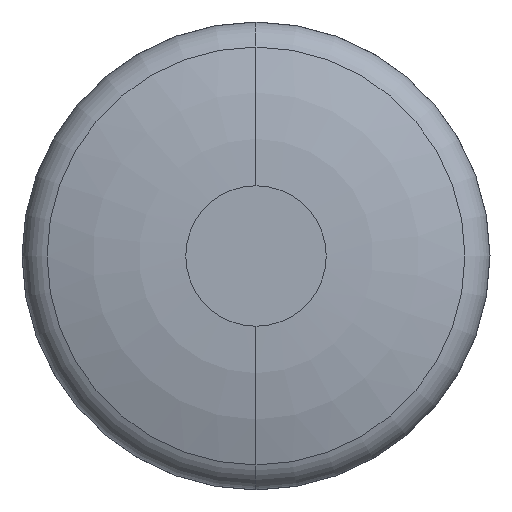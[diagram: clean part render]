
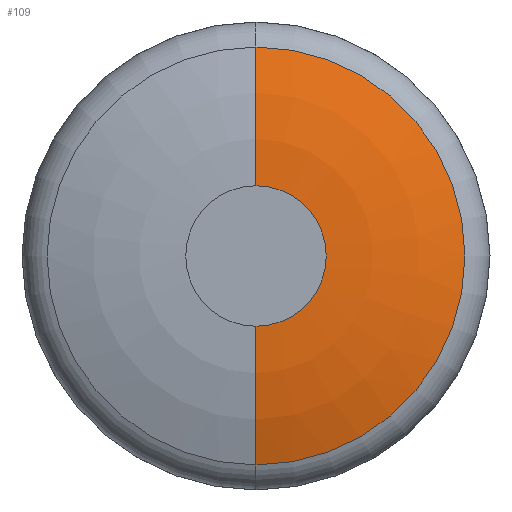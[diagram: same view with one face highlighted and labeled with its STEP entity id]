
A CAD part, front view. The second image highlights one B-rep face of the part: STEP entity #109.
In plain terms, the highlighted toroidal (fillet/blend) face has major radius 1.905 mm and minor radius 11.43 mm.
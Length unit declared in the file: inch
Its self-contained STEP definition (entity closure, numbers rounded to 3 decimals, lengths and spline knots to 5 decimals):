
#23 = VERTEX_POINT ( 'NONE', #227 ) ;
#24 = DIRECTION ( 'NONE',  ( -1., 0., 0. ) ) ;
#25 = CIRCLE ( 'NONE', #392, 0.45 ) ;
#46 = AXIS2_PLACEMENT_3D ( 'NONE', #541, #90, #366 ) ;
#64 = DIRECTION ( 'NONE',  ( 0., -1., 0. ) ) ;
#68 = DIRECTION ( 'NONE',  ( 0., 0., -1. ) ) ;
#76 = EDGE_LOOP ( 'NONE', ( #281, #298, #112, #116 ) ) ;
#90 = DIRECTION ( 'NONE',  ( 0., -1., 0. ) ) ;
#109 = ADVANCED_FACE ( 'NONE', ( #280 ), #144, .T. ) ;
#112 = ORIENTED_EDGE ( 'NONE', *, *, #540, .F. ) ;
#116 = ORIENTED_EDGE ( 'NONE', *, *, #210, .F. ) ;
#118 = EDGE_CURVE ( 'NONE', #211, #357, #576, .T. ) ;
#144 = TOROIDAL_SURFACE ( 'NONE', #162, 0.075, 0.45 ) ;
#162 = AXIS2_PLACEMENT_3D ( 'NONE', #202, #64, #68 ) ;
#180 = AXIS2_PLACEMENT_3D ( 'NONE', #283, #445, #456 ) ;
#202 = CARTESIAN_POINT ( 'NONE',  ( 0., 0.45, 0. ) ) ;
#204 = CARTESIAN_POINT ( 'NONE',  ( 0., 0.02509, -0.22317 ) ) ;
#210 = EDGE_CURVE ( 'NONE', #211, #23, #25, .T. ) ;
#211 = VERTEX_POINT ( 'NONE', #204 ) ;
#227 = CARTESIAN_POINT ( 'NONE',  ( 0., 0., -0.075 ) ) ;
#275 = CARTESIAN_POINT ( 'NONE',  ( 0., 0.02509, 0.22317 ) ) ;
#280 = FACE_OUTER_BOUND ( 'NONE', #76, .T. ) ;
#281 = ORIENTED_EDGE ( 'NONE', *, *, #118, .T. ) ;
#283 = CARTESIAN_POINT ( 'NONE',  ( 0., 0.45, 0.075 ) ) ;
#298 = ORIENTED_EDGE ( 'NONE', *, *, #325, .T. ) ;
#305 = CARTESIAN_POINT ( 'NONE',  ( 0., 0., 0.075 ) ) ;
#325 = EDGE_CURVE ( 'NONE', #357, #429, #400, .T. ) ;
#357 = VERTEX_POINT ( 'NONE', #275 ) ;
#366 = DIRECTION ( 'NONE',  ( 0., 0., -1. ) ) ;
#383 = DIRECTION ( 'NONE',  ( 0., 0., 1. ) ) ;
#387 = DIRECTION ( 'NONE',  ( 0., -1., 0. ) ) ;
#392 = AXIS2_PLACEMENT_3D ( 'NONE', #427, #24, #383 ) ;
#400 = CIRCLE ( 'NONE', #180, 0.45 ) ;
#424 = CIRCLE ( 'NONE', #46, 0.075 ) ;
#427 = CARTESIAN_POINT ( 'NONE',  ( 0., 0.45, -0.075 ) ) ;
#429 = VERTEX_POINT ( 'NONE', #305 ) ;
#445 = DIRECTION ( 'NONE',  ( 1., 0., 0. ) ) ;
#453 = CARTESIAN_POINT ( 'NONE',  ( 0., 0.02509, 0. ) ) ;
#456 = DIRECTION ( 'NONE',  ( 0., 0., -1. ) ) ;
#492 = AXIS2_PLACEMENT_3D ( 'NONE', #453, #387, #518 ) ;
#518 = DIRECTION ( 'NONE',  ( 0., 0., -1. ) ) ;
#540 = EDGE_CURVE ( 'NONE', #23, #429, #424, .T. ) ;
#541 = CARTESIAN_POINT ( 'NONE',  ( 0., 0., 0. ) ) ;
#576 = CIRCLE ( 'NONE', #492, 0.22317 ) ;
